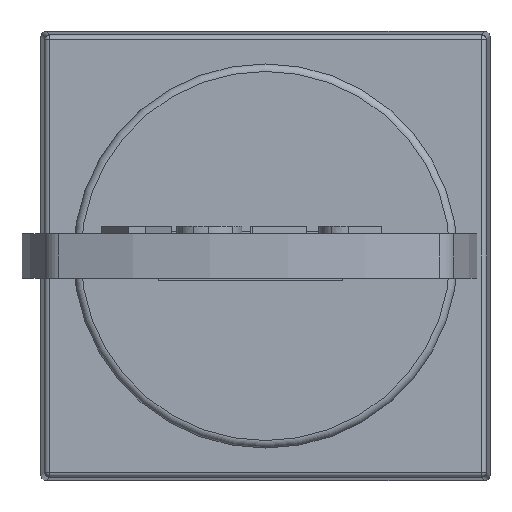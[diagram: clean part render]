
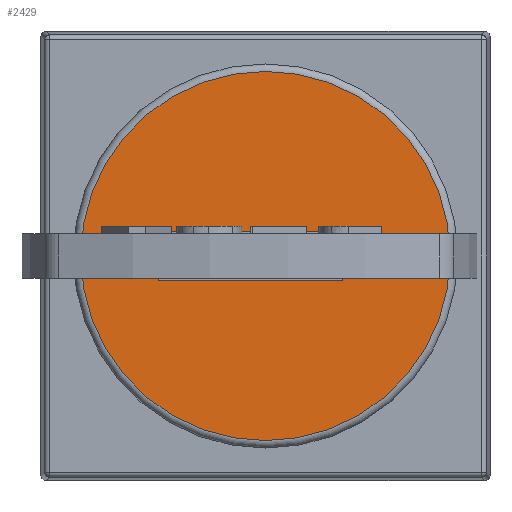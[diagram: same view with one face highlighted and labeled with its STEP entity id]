
A CAD part, front view. The second image highlights one B-rep face of the part: STEP entity #2429.
In plain terms, the highlighted planar face has unit normal (0, -1, 0).
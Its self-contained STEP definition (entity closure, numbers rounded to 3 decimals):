
#2429 = ADVANCED_FACE( '', ( #5435, #5436 ), #5437, .F. );
#5435 = FACE_OUTER_BOUND( '', #13504, .T. );
#5436 = FACE_BOUND( '', #13505, .T. );
#5437 = PLANE( '', #13506 );
#13504 = EDGE_LOOP( '', ( #23743 ) );
#13505 = EDGE_LOOP( '', ( #23744, #23745, #23746, #23747 ) );
#13506 = AXIS2_PLACEMENT_3D( '', #23748, #23749, #23750 );
#23743 = ORIENTED_EDGE( '', *, *, #32328, .T. );
#23744 = ORIENTED_EDGE( '', *, *, #30533, .F. );
#23745 = ORIENTED_EDGE( '', *, *, #32329, .F. );
#23746 = ORIENTED_EDGE( '', *, *, #32330, .F. );
#23747 = ORIENTED_EDGE( '', *, *, #32331, .F. );
#23748 = CARTESIAN_POINT( '', ( 0., -20.3, 0. ) );
#23749 = DIRECTION( '', ( 0., 1., 0. ) );
#23750 = DIRECTION( '', ( 1., 0., 0. ) );
#30533 = EDGE_CURVE( '', #36199, #36194, #36201, .T. );
#32328 = EDGE_CURVE( '', #38882, #38882, #38883, .T. );
#32329 = EDGE_CURVE( '', #38884, #36199, #38885, .T. );
#32330 = EDGE_CURVE( '', #38886, #38884, #38887, .T. );
#32331 = EDGE_CURVE( '', #36194, #38886, #38888, .T. );
#36194 = VERTEX_POINT( '', #45558 );
#36199 = VERTEX_POINT( '', #45565 );
#36201 = LINE( '', #45568, #45569 );
#38882 = VERTEX_POINT( '', #50794 );
#38883 = CIRCLE( '', #50795, 7.4 );
#38884 = VERTEX_POINT( '', #50796 );
#38885 = LINE( '', #50797, #50798 );
#38886 = VERTEX_POINT( '', #50799 );
#38887 = LINE( '', #50800, #50801 );
#38888 = LINE( '', #50802, #50803 );
#45558 = CARTESIAN_POINT( '', ( -4.3, -20.3, 1. ) );
#45565 = CARTESIAN_POINT( '', ( 3.1, -20.3, 1. ) );
#45568 = CARTESIAN_POINT( '', ( 3.1, -20.3, 1. ) );
#45569 = VECTOR( '', #54660, 1000. );
#50794 = CARTESIAN_POINT( '', ( -7.4, -20.3, 0. ) );
#50795 = AXIS2_PLACEMENT_3D( '', #56468, #56469, #56470 );
#50796 = CARTESIAN_POINT( '', ( 3.1, -20.3, -1. ) );
#50797 = CARTESIAN_POINT( '', ( 3.1, -20.3, -1. ) );
#50798 = VECTOR( '', #56471, 1000. );
#50799 = CARTESIAN_POINT( '', ( -4.3, -20.3, -1. ) );
#50800 = CARTESIAN_POINT( '', ( -4.3, -20.3, -1. ) );
#50801 = VECTOR( '', #56472, 1000. );
#50802 = CARTESIAN_POINT( '', ( -4.3, -20.3, 1. ) );
#50803 = VECTOR( '', #56473, 1000. );
#54660 = DIRECTION( '', ( -1., 0., 0. ) );
#56468 = CARTESIAN_POINT( '', ( 0., -20.3, 0. ) );
#56469 = DIRECTION( '', ( 0., -1., 0. ) );
#56470 = DIRECTION( '', ( -1., 0., 0. ) );
#56471 = DIRECTION( '', ( 0., 0., 1. ) );
#56472 = DIRECTION( '', ( 1., 0., 0. ) );
#56473 = DIRECTION( '', ( 0., 0., -1. ) );
